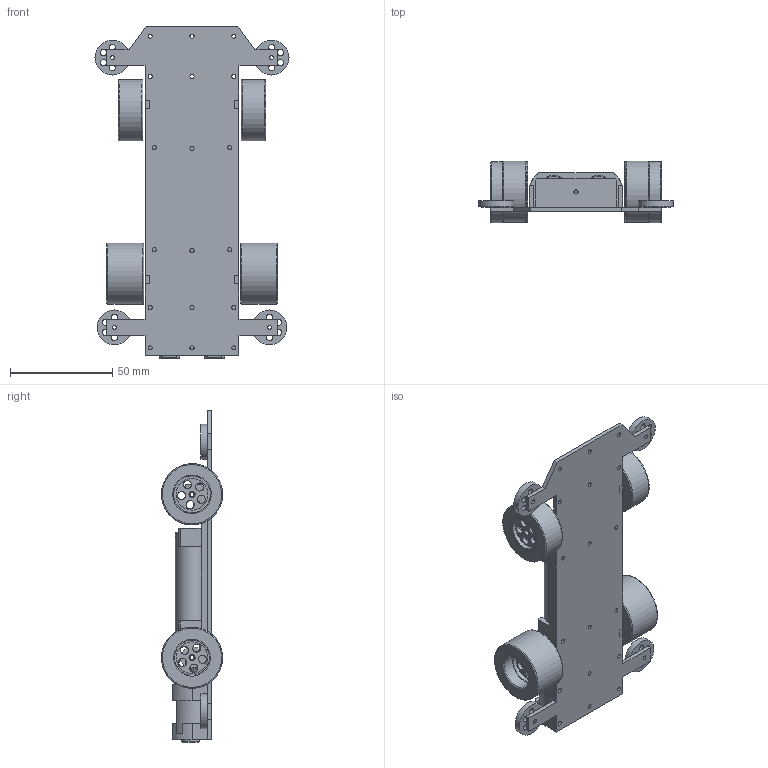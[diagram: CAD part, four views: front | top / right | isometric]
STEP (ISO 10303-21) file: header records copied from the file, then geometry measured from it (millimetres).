
FILE_DESCRIPTION(/* description */ ('Alibre Inc.'),/* implementation_level */ '2;1');
FILE_NAME(/* name */ 'export-47F8A8E6-B2D8-4165-9E3C-9F5FC73BCDCA',/* time_stamp */ '2023-01-12T09:42:43+07:00',/* author */ (''),/* organization */ (''),/* preprocessor_version */ 'ST-DEVELOPER v17',/* originating_system */ 'Alibre',/* authorisation */ '');
FILE_SCHEMA (('CONFIG_CONTROL_DESIGN'));
Length unit declared in the file: millimetre
Bounding box: 95 x 29.96 x 162.51 mm (x, y, z)
Volume: 93444.1 mm3; surface area: 64272.8 mm2
Topology: 27 solids, 27 shells, 548 faces, 1392 edges, 936 vertices
Faces by surface type: plane 292, cylinder 212, torus 44
Full cylindrical faces by diameter (mm): 2 x36, 3 x32, 4 x22, 5 x8, 5.5 x2, 6 x4, 8 x2, 11 x2, 14.25 x2, 15 x4, 15.5 x8, 17 x8, 18.85 x4, 30 x4
Entity records: 11841 total; most frequent: CARTESIAN_POINT 2691, ORIENTED_EDGE 1410, DIRECTION 1393, EDGE_CURVE 705, AXIS2_PLACEMENT_3D 571, VERTEX_POINT 515, EDGE_LOOP 484, FACE_BOUND 484
